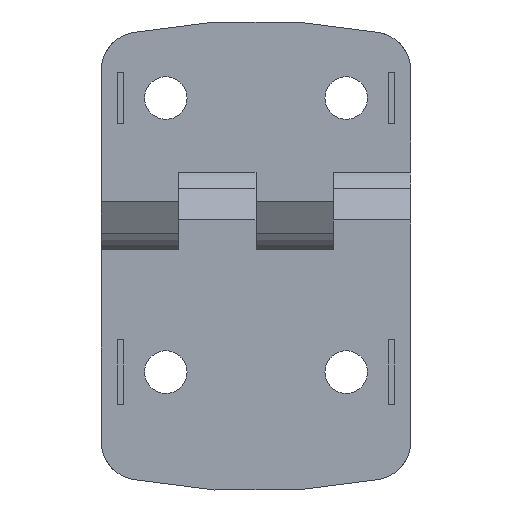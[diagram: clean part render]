
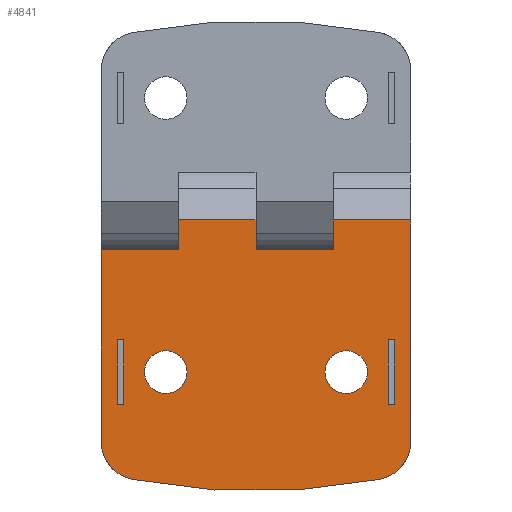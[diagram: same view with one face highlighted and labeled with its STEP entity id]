
A CAD part, left-side view. The second image highlights one B-rep face of the part: STEP entity #4841.
In plain terms, the highlighted planar face has unit normal (-1, 0, 0).
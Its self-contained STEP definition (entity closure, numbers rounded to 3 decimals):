
#3601=CARTESIAN_POINT('',(0.,14.,25.));
#3602=DIRECTION('',(-1.,0.,0.));
#3603=DIRECTION('',(0.,1.,0.));
#3604=AXIS2_PLACEMENT_3D('',#3601,#3602,#3603);
#3609=CARTESIAN_POINT('',(0.,14.,25.));
#3610=DIRECTION('',(-1.,0.,0.));
#3611=DIRECTION('',(0.,-1.,0.));
#3612=AXIS2_PLACEMENT_3D('',#3609,#3610,#3611);
#3617=CARTESIAN_POINT('',(0.,-14.,25.));
#3618=DIRECTION('',(1.,0.,0.));
#3619=DIRECTION('',(0.,-1.,0.));
#3620=AXIS2_PLACEMENT_3D('',#3617,#3618,#3619);
#3625=CARTESIAN_POINT('',(0.,-14.,25.));
#3626=DIRECTION('',(1.,0.,0.));
#3627=DIRECTION('',(0.,1.,0.));
#3628=AXIS2_PLACEMENT_3D('',#3625,#3626,#3627);
#3633=DIRECTION('',(0.,0.,1.));
#3634=VECTOR('',#3633,4.585);
#3635=CARTESIAN_POINT('',(0.,0.,1.415));
#3636=LINE('',#3635,#3634);
#3640=DIRECTION('',(0.,1.,0.));
#3641=VECTOR('',#3640,12.);
#3642=CARTESIAN_POINT('',(0.,0.,6.));
#3643=LINE('',#3642,#3641);
#3647=DIRECTION('',(0.,0.,1.));
#3648=VECTOR('',#3647,4.585);
#3649=CARTESIAN_POINT('',(0.,12.,1.415));
#3650=LINE('',#3649,#3648);
#3654=DIRECTION('',(0.,1.,0.));
#3655=VECTOR('',#3654,12.);
#3656=CARTESIAN_POINT('',(0.,12.,1.415));
#3657=LINE('',#3656,#3655);
#3661=DIRECTION('',(0.,0.,1.));
#3662=VECTOR('',#3661,34.345);
#3663=CARTESIAN_POINT('',(0.,24.,1.415));
#3664=LINE('',#3663,#3662);
#3668=CARTESIAN_POINT('',(0.,18.,35.761));
#3669=DIRECTION('',(1.,0.,0.));
#3670=DIRECTION('',(0.,1.,0.));
#3671=AXIS2_PLACEMENT_3D('',#3668,#3669,#3670);
#3676=CARTESIAN_POINT('',(0.,0.,-56.5));
#3677=DIRECTION('',(1.,0.,0.));
#3678=DIRECTION('',(0.,0.191,0.981));
#3679=AXIS2_PLACEMENT_3D('',#3676,#3677,#3678);
#3684=CARTESIAN_POINT('',(0.,-18.,35.761));
#3685=DIRECTION('',(1.,0.,0.));
#3686=DIRECTION('',(0.,-0.191,0.981));
#3687=AXIS2_PLACEMENT_3D('',#3684,#3685,#3686);
#3692=DIRECTION('',(0.,0.,-1.));
#3693=VECTOR('',#3692,29.761);
#3694=CARTESIAN_POINT('',(0.,-24.,35.761));
#3695=LINE('',#3694,#3693);
#3699=DIRECTION('',(0.,1.,0.));
#3700=VECTOR('',#3699,12.);
#3701=CARTESIAN_POINT('',(0.,-24.,6.));
#3702=LINE('',#3701,#3700);
#3706=DIRECTION('',(0.,0.,1.));
#3707=VECTOR('',#3706,4.585);
#3708=CARTESIAN_POINT('',(0.,-12.,1.415));
#3709=LINE('',#3708,#3707);
#3713=DIRECTION('',(0.,1.,0.));
#3714=VECTOR('',#3713,12.);
#3715=CARTESIAN_POINT('',(0.,-12.,1.415));
#3716=LINE('',#3715,#3714);
#3720=DIRECTION('',(0.,0.,-1.));
#3721=VECTOR('',#3720,10.);
#3722=CARTESIAN_POINT('',(0.,20.5,30.));
#3723=LINE('',#3722,#3721);
#3727=DIRECTION('',(0.,-1.,0.));
#3728=VECTOR('',#3727,1.);
#3729=CARTESIAN_POINT('',(0.,21.5,30.));
#3730=LINE('',#3729,#3728);
#3734=DIRECTION('',(0.,0.,1.));
#3735=VECTOR('',#3734,10.);
#3736=CARTESIAN_POINT('',(0.,21.5,20.));
#3737=LINE('',#3736,#3735);
#3741=DIRECTION('',(0.,1.,0.));
#3742=VECTOR('',#3741,1.);
#3743=CARTESIAN_POINT('',(0.,20.5,20.));
#3744=LINE('',#3743,#3742);
#3748=DIRECTION('',(0.,-1.,0.));
#3749=VECTOR('',#3748,1.);
#3750=CARTESIAN_POINT('',(0.,-20.5,30.));
#3751=LINE('',#3750,#3749);
#3755=DIRECTION('',(0.,0.,1.));
#3756=VECTOR('',#3755,10.);
#3757=CARTESIAN_POINT('',(0.,-20.5,20.));
#3758=LINE('',#3757,#3756);
#3762=DIRECTION('',(0.,1.,0.));
#3763=VECTOR('',#3762,1.);
#3764=CARTESIAN_POINT('',(0.,-21.5,20.));
#3765=LINE('',#3764,#3763);
#3769=DIRECTION('',(0.,0.,-1.));
#3770=VECTOR('',#3769,10.);
#3771=CARTESIAN_POINT('',(0.,-21.5,30.));
#3772=LINE('',#3771,#3770);
#4479=CARTESIAN_POINT('',(0.,-24.,35.761));
#4481=VERTEX_POINT('',#4479);
#4483=CARTESIAN_POINT('',(0.,24.,35.761));
#4485=VERTEX_POINT('',#4483);
#4487=CARTESIAN_POINT('',(0.,19.149,41.649));
#4488=VERTEX_POINT('',#4487);
#4489=CARTESIAN_POINT('',(0.,-19.149,41.649));
#4490=VERTEX_POINT('',#4489);
#4513=CARTESIAN_POINT('',(0.,17.3,25.));
#4514=CARTESIAN_POINT('',(0.,10.7,25.));
#4515=VERTEX_POINT('',#4513);
#4516=VERTEX_POINT('',#4514);
#4532=CARTESIAN_POINT('',(0.,-17.3,25.));
#4533=CARTESIAN_POINT('',(0.,-10.7,25.));
#4534=VERTEX_POINT('',#4532);
#4535=VERTEX_POINT('',#4533);
#4541=CARTESIAN_POINT('',(0.,24.,1.415));
#4542=VERTEX_POINT('',#4541);
#4548=CARTESIAN_POINT('',(0.,-24.,6.));
#4550=VERTEX_POINT('',#4548);
#4557=CARTESIAN_POINT('',(0.,-12.,1.415));
#4558=CARTESIAN_POINT('',(0.,-12.,6.));
#4559=VERTEX_POINT('',#4557);
#4560=VERTEX_POINT('',#4558);
#4573=CARTESIAN_POINT('',(0.,0.,1.415));
#4574=CARTESIAN_POINT('',(0.,0.,6.));
#4575=VERTEX_POINT('',#4573);
#4576=VERTEX_POINT('',#4574);
#4577=CARTESIAN_POINT('',(0.,12.,1.415));
#4578=CARTESIAN_POINT('',(0.,12.,6.));
#4579=VERTEX_POINT('',#4577);
#4580=VERTEX_POINT('',#4578);
#4613=CARTESIAN_POINT('',(0.,20.5,30.));
#4614=CARTESIAN_POINT('',(0.,20.5,20.));
#4615=VERTEX_POINT('',#4613);
#4616=VERTEX_POINT('',#4614);
#4617=CARTESIAN_POINT('',(0.,21.5,20.));
#4618=VERTEX_POINT('',#4617);
#4619=CARTESIAN_POINT('',(0.,21.5,30.));
#4620=VERTEX_POINT('',#4619);
#4629=CARTESIAN_POINT('',(0.,-20.5,30.));
#4630=CARTESIAN_POINT('',(0.,-21.5,30.));
#4631=VERTEX_POINT('',#4629);
#4632=VERTEX_POINT('',#4630);
#4633=CARTESIAN_POINT('',(0.,-21.5,20.));
#4634=VERTEX_POINT('',#4633);
#4635=CARTESIAN_POINT('',(0.,-20.5,20.));
#4636=VERTEX_POINT('',#4635);
#4782=CARTESIAN_POINT('',(0.,-24.,1.7));
#4783=DIRECTION('',(-1.,0.,0.));
#4784=DIRECTION('',(0.,0.,1.));
#4785=AXIS2_PLACEMENT_3D('',#4782,#4783,#4784);
#4786=PLANE('',#4785);
#4788=ORIENTED_EDGE('',*,*,#4787,.T.);
#4790=ORIENTED_EDGE('',*,*,#4789,.T.);
#4792=ORIENTED_EDGE('',*,*,#4791,.F.);
#4794=ORIENTED_EDGE('',*,*,#4793,.T.);
#4796=ORIENTED_EDGE('',*,*,#4795,.T.);
#4798=ORIENTED_EDGE('',*,*,#4797,.T.);
#4799=ORIENTED_EDGE('',*,*,#4768,.T.);
#4800=ORIENTED_EDGE('',*,*,#4722,.T.);
#4801=ORIENTED_EDGE('',*,*,#4644,.T.);
#4802=ORIENTED_EDGE('',*,*,#4672,.T.);
#4804=ORIENTED_EDGE('',*,*,#4803,.F.);
#4806=ORIENTED_EDGE('',*,*,#4805,.T.);
#4807=EDGE_LOOP('',(#4788,#4790,#4792,#4794,#4796,#4798,#4799,#4800,#4801,#4802,
#4804,#4806));
#4808=FACE_OUTER_BOUND('',#4807,.F.);
#4810=ORIENTED_EDGE('',*,*,#4809,.F.);
#4812=ORIENTED_EDGE('',*,*,#4811,.F.);
#4813=EDGE_LOOP('',(#4810,#4812));
#4814=FACE_BOUND('',#4813,.F.);
#4816=ORIENTED_EDGE('',*,*,#4815,.T.);
#4818=ORIENTED_EDGE('',*,*,#4817,.T.);
#4819=EDGE_LOOP('',(#4816,#4818));
#4820=FACE_BOUND('',#4819,.F.);
#4822=ORIENTED_EDGE('',*,*,#4821,.F.);
#4824=ORIENTED_EDGE('',*,*,#4823,.F.);
#4826=ORIENTED_EDGE('',*,*,#4825,.F.);
#4828=ORIENTED_EDGE('',*,*,#4827,.F.);
#4829=EDGE_LOOP('',(#4822,#4824,#4826,#4828));
#4830=FACE_BOUND('',#4829,.F.);
#4832=ORIENTED_EDGE('',*,*,#4831,.F.);
#4834=ORIENTED_EDGE('',*,*,#4833,.F.);
#4836=ORIENTED_EDGE('',*,*,#4835,.F.);
#4838=ORIENTED_EDGE('',*,*,#4837,.F.);
#4839=EDGE_LOOP('',(#4832,#4834,#4836,#4838));
#4840=FACE_BOUND('',#4839,.F.);
#3605=CIRCLE('',#3604,3.3);
#3613=CIRCLE('',#3612,3.3);
#3621=CIRCLE('',#3620,3.3);
#3629=CIRCLE('',#3628,3.3);
#3672=CIRCLE('',#3671,6.);
#3680=CIRCLE('',#3679,100.);
#3688=CIRCLE('',#3687,6.);
#4644=EDGE_CURVE('',#4481,#4550,#3695,.T.);
#4672=EDGE_CURVE('',#4550,#4560,#3702,.T.);
#4722=EDGE_CURVE('',#4490,#4481,#3688,.T.);
#4768=EDGE_CURVE('',#4488,#4490,#3680,.T.);
#4787=EDGE_CURVE('',#4575,#4576,#3636,.T.);
#4789=EDGE_CURVE('',#4576,#4580,#3643,.T.);
#4791=EDGE_CURVE('',#4579,#4580,#3650,.T.);
#4793=EDGE_CURVE('',#4579,#4542,#3657,.T.);
#4795=EDGE_CURVE('',#4542,#4485,#3664,.T.);
#4797=EDGE_CURVE('',#4485,#4488,#3672,.T.);
#4803=EDGE_CURVE('',#4559,#4560,#3709,.T.);
#4805=EDGE_CURVE('',#4559,#4575,#3716,.T.);
#4809=EDGE_CURVE('',#4534,#4535,#3621,.T.);
#4811=EDGE_CURVE('',#4535,#4534,#3629,.T.);
#4815=EDGE_CURVE('',#4515,#4516,#3605,.T.);
#4817=EDGE_CURVE('',#4516,#4515,#3613,.T.);
#4821=EDGE_CURVE('',#4615,#4616,#3723,.T.);
#4823=EDGE_CURVE('',#4620,#4615,#3730,.T.);
#4825=EDGE_CURVE('',#4618,#4620,#3737,.T.);
#4827=EDGE_CURVE('',#4616,#4618,#3744,.T.);
#4831=EDGE_CURVE('',#4631,#4632,#3751,.T.);
#4833=EDGE_CURVE('',#4636,#4631,#3758,.T.);
#4835=EDGE_CURVE('',#4634,#4636,#3765,.T.);
#4837=EDGE_CURVE('',#4632,#4634,#3772,.T.);
#4841=ADVANCED_FACE('',(#4808,#4814,#4820,#4830,#4840),#4786,.T.);
